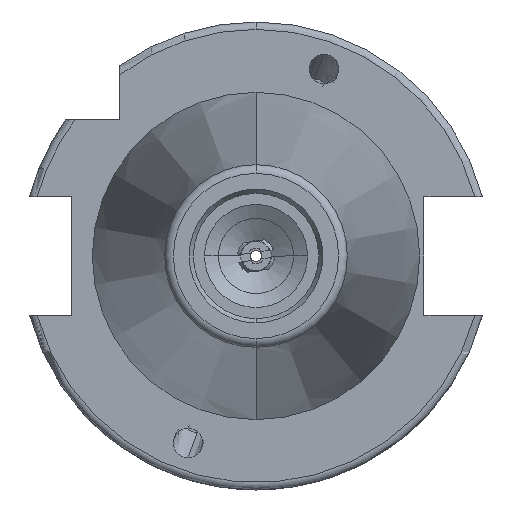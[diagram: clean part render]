
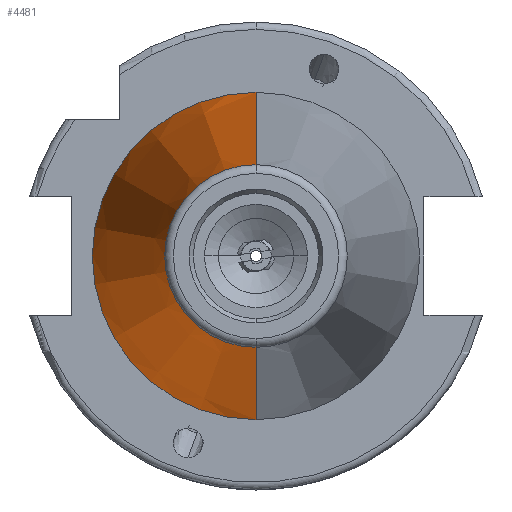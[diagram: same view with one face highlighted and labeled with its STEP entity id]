
A CAD part, left-side view. The second image highlights one B-rep face of the part: STEP entity #4481.
In plain terms, the highlighted conical face has half-angle 8.297 degrees and reference radius 22.225 mm.
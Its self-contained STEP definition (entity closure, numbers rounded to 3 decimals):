
#176 = VERTEX_POINT ( 'NONE', #1709 ) ;
#735 = CARTESIAN_POINT ( 'NONE',  ( -67.373, 12.4, 0. ) ) ;
#772 = AXIS2_PLACEMENT_3D ( 'NONE', #1150, #5364, #6949 ) ;
#1150 = CARTESIAN_POINT ( 'NONE',  ( 0., 0., 0. ) ) ;
#1280 = AXIS2_PLACEMENT_3D ( 'NONE', #7593, #2510, #9202 ) ;
#1285 = CONICAL_SURFACE ( 'NONE', #772, 22.225, 0.145 ) ;
#1688 = CIRCLE ( 'NONE', #2563, 12.4 ) ;
#1709 = CARTESIAN_POINT ( 'NONE',  ( -67.373, -12.4, 0. ) ) ;
#2510 = DIRECTION ( 'NONE',  ( -1., 0., 0. ) ) ;
#2563 = AXIS2_PLACEMENT_3D ( 'NONE', #6342, #9250, #3530 ) ;
#2566 = ORIENTED_EDGE ( 'NONE', *, *, #5624, .F. ) ;
#2758 = VERTEX_POINT ( 'NONE', #8605 ) ;
#3530 = DIRECTION ( 'NONE',  ( 0., -1., 0. ) ) ;
#3681 = VERTEX_POINT ( 'NONE', #735 ) ;
#3687 = EDGE_CURVE ( 'NONE', #176, #2758, #4081, .T. ) ;
#3995 = ORIENTED_EDGE ( 'NONE', *, *, #8374, .F. ) ;
#4081 = LINE ( 'NONE', #4845, #8648 ) ;
#4426 = CARTESIAN_POINT ( 'NONE',  ( 0., 22.225, 0. ) ) ;
#4481 = ADVANCED_FACE ( 'NONE', ( #5415 ), #1285, .T. ) ;
#4845 = CARTESIAN_POINT ( 'NONE',  ( 0., -22.225, 0. ) ) ;
#5283 = VECTOR ( 'NONE', #8642, 1000. ) ;
#5364 = DIRECTION ( 'NONE',  ( 1., 0., 0. ) ) ;
#5415 = FACE_OUTER_BOUND ( 'NONE', #7909, .T. ) ;
#5624 = EDGE_CURVE ( 'NONE', #176, #3681, #1688, .T. ) ;
#6156 = ORIENTED_EDGE ( 'NONE', *, *, #3687, .T. ) ;
#6342 = CARTESIAN_POINT ( 'NONE',  ( -67.373, 0., 0. ) ) ;
#6949 = DIRECTION ( 'NONE',  ( 0., 1., 0. ) ) ;
#7593 = CARTESIAN_POINT ( 'NONE',  ( 0., 0., 0. ) ) ;
#7909 = EDGE_LOOP ( 'NONE', ( #2566, #6156, #10152, #3995 ) ) ;
#8108 = CIRCLE ( 'NONE', #1280, 22.225 ) ;
#8222 = EDGE_CURVE ( 'NONE', #2758, #10276, #8108, .T. ) ;
#8374 = EDGE_CURVE ( 'NONE', #3681, #10276, #9563, .T. ) ;
#8605 = CARTESIAN_POINT ( 'NONE',  ( 0., -22.225, 0. ) ) ;
#8642 = DIRECTION ( 'NONE',  ( 0.99, 0.144, 0. ) ) ;
#8648 = VECTOR ( 'NONE', #10646, 1000. ) ;
#9202 = DIRECTION ( 'NONE',  ( 0., -1., 0. ) ) ;
#9250 = DIRECTION ( 'NONE',  ( -1., 0., 0. ) ) ;
#9457 = CARTESIAN_POINT ( 'NONE',  ( 0., 22.225, 0. ) ) ;
#9563 = LINE ( 'NONE', #9457, #5283 ) ;
#10152 = ORIENTED_EDGE ( 'NONE', *, *, #8222, .T. ) ;
#10276 = VERTEX_POINT ( 'NONE', #4426 ) ;
#10646 = DIRECTION ( 'NONE',  ( 0.99, -0.144, 0. ) ) ;
